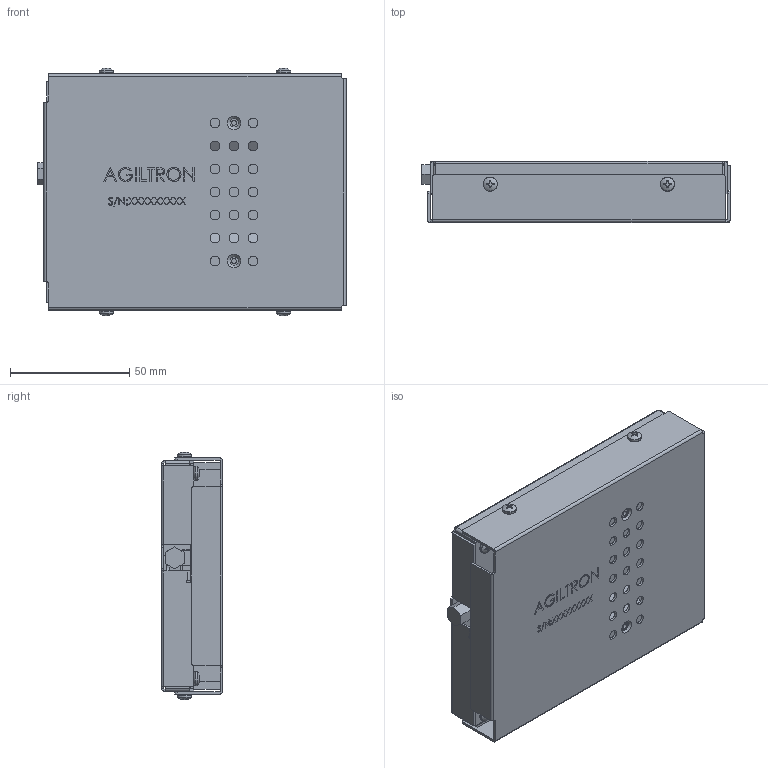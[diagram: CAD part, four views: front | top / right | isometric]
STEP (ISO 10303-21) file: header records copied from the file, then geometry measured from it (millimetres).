
FILE_DESCRIPTION (( 'STEP AP203' ), '1' );
FILE_NAME ('50dB SW1X1.STEP', '2024-04-09T15:28:30', ( 'cad' ), ( '' ), 'SwSTEP 2.0', 'SolidWorks 2017', '' );
FILE_SCHEMA (( 'CONFIG_CONTROL_DESIGN' ));
Length unit declared in the file: millimetre
Products named in the file (12): TOP COVER BRIDGE; 1001857_COVER BOTTOM; S-M2,5-1; BOTTOM COVER BRIDGE; COVER TOP; 1001857_BOTTOM ASM; 1001858_COVER TOP ASM; 50dB SW1X1; COVER BOTTOM.STEP; PCB-50dB SW1X1; 92000A116_Passivated 18-8 Stainless Steel Pan Head Phillips Screws (1)_92000A116; studs-M3X12.STEP
Assembly tree (24 placements, depth 4):
  50dB SW1X1
    PCB-50dB SW1X1
    92000A116_Passivated 18-8 Stainless Steel Pan Head Phillips Screws (1)_92000A116  x8
    1001858_COVER TOP ASM
      TOP COVER BRIDGE
      S-M2,5-1  x2
      COVER TOP
    1001857_BOTTOM ASM
      1001857_COVER BOTTOM
        COVER BOTTOM.STEP
        studs-M3X12.STEP  x4
      BOTTOM COVER BRIDGE
      S-M2,5-1  x2
Bounding box: 129.4 x 25.6 x 103.99 mm (x, y, z)
Volume: 73260.2 mm3; surface area: 110248.7 mm2
Topology: 21 solids, 21 shells, 966 faces, 2697 edges, 1836 vertices
Faces by surface type: plane 439, cylinder 275, bspline 152, cone 68, torus 24, sphere 8
Full cylindrical faces by diameter (mm): 2 x4, 2.55 x8, 3.5 x4, 3.55 x4, 3.589 x4, 4 x40, 4.19 x4, 4.2 x12, 6 x1, 6.3 x4, 6.6 x1
Entity records: 20782 total; most frequent: CARTESIAN_POINT 6453, ORIENTED_EDGE 2622, DIRECTION 2477, EDGE_CURVE 1311, VERTEX_POINT 979, AXIS2_PLACEMENT_3D 826, LINE 825, VECTOR 825
